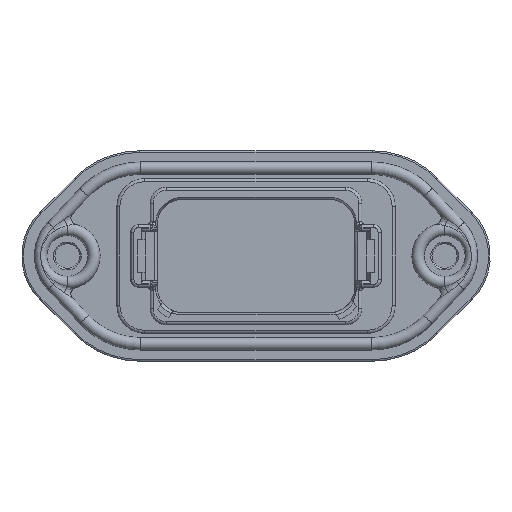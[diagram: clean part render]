
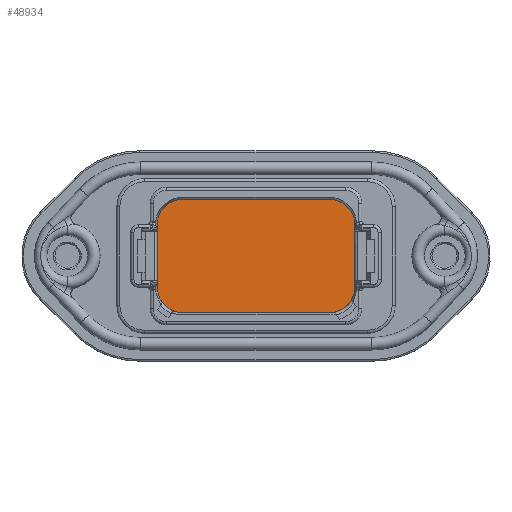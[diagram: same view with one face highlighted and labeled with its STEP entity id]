
A CAD part, front view. The second image highlights one B-rep face of the part: STEP entity #48934.
In plain terms, the highlighted planar face has unit normal (0, -1, 0).
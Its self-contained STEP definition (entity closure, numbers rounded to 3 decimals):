
#12445=CARTESIAN_POINT('',(-11.85,24.5,-5.1));
#12446=DIRECTION('',(0.,-1.,0.));
#12447=DIRECTION('',(-1.,0.,0.));
#12448=AXIS2_PLACEMENT_3D('',#12445,#12446,#12447);
#12450=DIRECTION('',(0.,0.,-1.));
#12451=VECTOR('',#12450,10.2);
#12452=CARTESIAN_POINT('',(-15.95,24.5,5.1));
#12453=LINE('',#12452,#12451);
#12454=CARTESIAN_POINT('',(-11.85,24.5,5.1));
#12455=DIRECTION('',(0.,-1.,0.));
#12456=DIRECTION('',(0.,0.,1.));
#12457=AXIS2_PLACEMENT_3D('',#12454,#12455,#12456);
#12459=DIRECTION('',(-1.,0.,0.));
#12460=VECTOR('',#12459,23.7);
#12461=CARTESIAN_POINT('',(11.85,24.5,9.2));
#12462=LINE('',#12461,#12460);
#12463=CARTESIAN_POINT('',(11.85,24.5,5.1));
#12464=DIRECTION('',(0.,-1.,0.));
#12465=DIRECTION('',(1.,0.,0.));
#12466=AXIS2_PLACEMENT_3D('',#12463,#12464,#12465);
#12468=DIRECTION('',(0.,0.,1.));
#12469=VECTOR('',#12468,10.2);
#12470=CARTESIAN_POINT('',(15.95,24.5,-5.1));
#12471=LINE('',#12470,#12469);
#12472=CARTESIAN_POINT('',(11.85,24.5,-5.1));
#12473=DIRECTION('',(0.,-1.,0.));
#12474=DIRECTION('',(0.,0.,-1.));
#12475=AXIS2_PLACEMENT_3D('',#12472,#12473,#12474);
#12477=DIRECTION('',(1.,0.,0.));
#12478=VECTOR('',#12477,23.7);
#12479=CARTESIAN_POINT('',(-11.85,24.5,-9.2));
#12480=LINE('',#12479,#12478);
#27901=CARTESIAN_POINT('',(-15.95,24.5,-5.1));
#27902=CARTESIAN_POINT('',(-11.85,24.5,-9.2));
#27903=VERTEX_POINT('',#27901);
#27904=VERTEX_POINT('',#27902);
#27905=CARTESIAN_POINT('',(11.85,24.5,-9.2));
#27906=CARTESIAN_POINT('',(15.95,24.5,-5.1));
#27907=VERTEX_POINT('',#27905);
#27908=VERTEX_POINT('',#27906);
#27909=CARTESIAN_POINT('',(15.95,24.5,5.1));
#27910=CARTESIAN_POINT('',(11.85,24.5,9.2));
#27911=VERTEX_POINT('',#27909);
#27912=VERTEX_POINT('',#27910);
#27913=CARTESIAN_POINT('',(-11.85,24.5,9.2));
#27914=CARTESIAN_POINT('',(-15.95,24.5,5.1));
#27915=VERTEX_POINT('',#27913);
#27916=VERTEX_POINT('',#27914);
#48914=CARTESIAN_POINT('',(0.,24.5,0.));
#48915=DIRECTION('',(0.,-1.,0.));
#48916=DIRECTION('',(-1.,0.,0.));
#48917=AXIS2_PLACEMENT_3D('',#48914,#48915,#48916);
#48918=PLANE('',#48917);
#48920=ORIENTED_EDGE('',*,*,#48919,.F.);
#48921=ORIENTED_EDGE('',*,*,#47532,.F.);
#48923=ORIENTED_EDGE('',*,*,#48922,.F.);
#48925=ORIENTED_EDGE('',*,*,#48924,.F.);
#48926=ORIENTED_EDGE('',*,*,#48907,.F.);
#48927=ORIENTED_EDGE('',*,*,#48174,.F.);
#48929=ORIENTED_EDGE('',*,*,#48928,.F.);
#48931=ORIENTED_EDGE('',*,*,#48930,.F.);
#48932=EDGE_LOOP('',(#48920,#48921,#48923,#48925,#48926,#48927,#48929,#48931));
#48933=FACE_OUTER_BOUND('',#48932,.F.);
#48934=ADVANCED_FACE('',(#48933),#48918,.T.);
#12449=CIRCLE('',#12448,4.1);
#12458=CIRCLE('',#12457,4.1);
#12467=CIRCLE('',#12466,4.1);
#12476=CIRCLE('',#12475,4.1);
#47532=EDGE_CURVE('',#27916,#27903,#12453,.T.);
#48174=EDGE_CURVE('',#27908,#27911,#12471,.T.);
#48907=EDGE_CURVE('',#27911,#27912,#12467,.T.);
#48919=EDGE_CURVE('',#27903,#27904,#12449,.T.);
#48922=EDGE_CURVE('',#27915,#27916,#12458,.T.);
#48924=EDGE_CURVE('',#27912,#27915,#12462,.T.);
#48928=EDGE_CURVE('',#27907,#27908,#12476,.T.);
#48930=EDGE_CURVE('',#27904,#27907,#12480,.T.);
